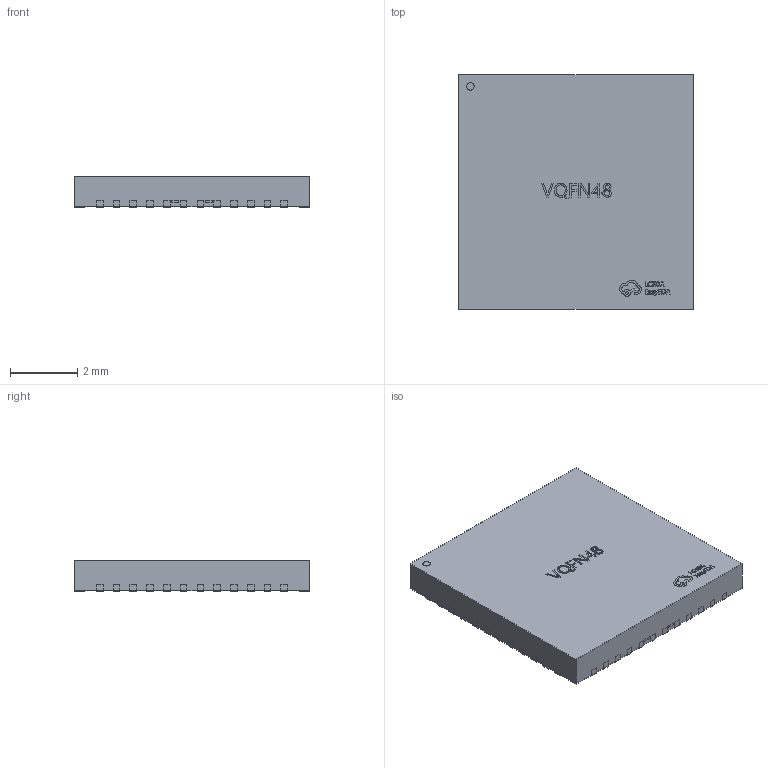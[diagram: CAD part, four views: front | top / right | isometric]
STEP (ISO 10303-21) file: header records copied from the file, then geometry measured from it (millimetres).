
FILE_DESCRIPTION (( 'STEP AP214' ), '1' );
FILE_NAME ('VQFN-48_L7.0-W7.0-H0.9-P0.50.step', '2022-07-15T04:16:32', ( '' ), ( '' ), 'SwSTEP 2.0', 'SolidWorks 2020', '' );
FILE_SCHEMA (( 'AUTOMOTIVE_DESIGN' ));
Length unit declared in the file: millimetre
Products named in the file (1): VQFN-48_L7.0-W7.0-H0.9-P0.50
Bounding box: 7.02 x 7.02 x 0.92 mm (x, y, z)
Volume: 44.6 mm3; surface area: 137.9 mm2
Topology: 62 solids, 62 shells, 686 faces, 1626 edges, 1084 vertices
Faces by surface type: plane 490, bspline 146, cylinder 50
Entity records: 30627 total; most frequent: CARTESIAN_POINT 7471, ORIENTED_EDGE 3252, DIRECTION 2512, EDGE_CURVE 1626, LINE 1230, VECTOR 1230, VERTEX_POINT 1084, UNCERTAINTY_MEASURE_WITH_UNIT 750
